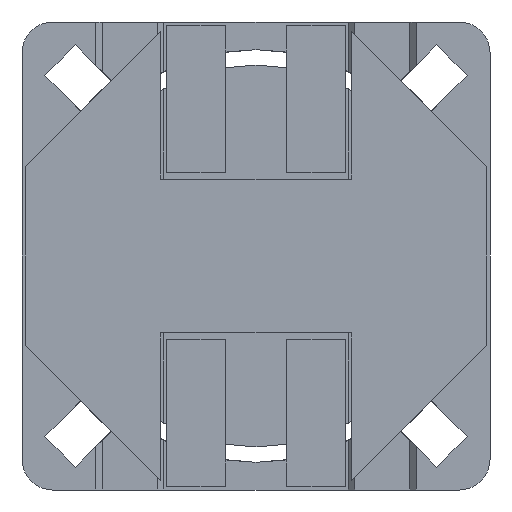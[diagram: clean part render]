
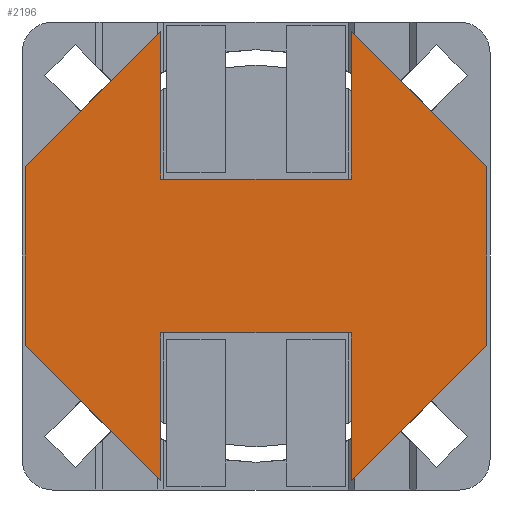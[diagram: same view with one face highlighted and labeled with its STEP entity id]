
A CAD part, front view. The second image highlights one B-rep face of the part: STEP entity #2196.
In plain terms, the highlighted planar face has unit normal (0, -1, 0).
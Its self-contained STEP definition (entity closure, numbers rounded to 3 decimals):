
#221=DIRECTION('',(-1.,0.,0.));
#222=VECTOR('',#221,3.1);
#223=CARTESIAN_POINT('',(1.55,-0.2,1.25));
#224=LINE('',#223,#222);
#577=DIRECTION('',(0.,0.,1.));
#578=VECTOR('',#577,2.4);
#579=CARTESIAN_POINT('',(-1.55,-0.2,-3.65));
#580=LINE('',#579,#578);
#702=DIRECTION('',(0.,0.,1.));
#703=VECTOR('',#702,2.4);
#704=CARTESIAN_POINT('',(-1.55,-0.2,1.25));
#705=LINE('',#704,#703);
#767=DIRECTION('',(0.,0.,-1.));
#768=VECTOR('',#767,2.4);
#769=CARTESIAN_POINT('',(1.55,-0.2,3.65));
#770=LINE('',#769,#768);
#779=DIRECTION('',(0.,0.,1.));
#780=VECTOR('',#779,2.9);
#781=CARTESIAN_POINT('',(-3.75,-0.2,-1.45));
#782=LINE('',#781,#780);
#783=DIRECTION('',(0.707,0.,0.707));
#784=VECTOR('',#783,3.111);
#785=CARTESIAN_POINT('',(-3.75,-0.2,1.45));
#786=LINE('',#785,#784);
#787=DIRECTION('',(0.707,0.,-0.707));
#788=VECTOR('',#787,3.111);
#789=CARTESIAN_POINT('',(1.55,-0.2,3.65));
#790=LINE('',#789,#788);
#791=DIRECTION('',(0.,0.,-1.));
#792=VECTOR('',#791,2.9);
#793=CARTESIAN_POINT('',(3.75,-0.2,1.45));
#794=LINE('',#793,#792);
#795=DIRECTION('',(-0.707,0.,-0.707));
#796=VECTOR('',#795,3.111);
#797=CARTESIAN_POINT('',(3.75,-0.2,-1.45));
#798=LINE('',#797,#796);
#799=DIRECTION('',(-0.707,0.,0.707));
#800=VECTOR('',#799,3.111);
#801=CARTESIAN_POINT('',(-1.55,-0.2,-3.65));
#802=LINE('',#801,#800);
#831=DIRECTION('',(0.,0.,-1.));
#832=VECTOR('',#831,2.4);
#833=CARTESIAN_POINT('',(1.55,-0.2,-1.25));
#834=LINE('',#833,#832);
#839=DIRECTION('',(1.,0.,0.));
#840=VECTOR('',#839,3.1);
#841=CARTESIAN_POINT('',(-1.55,-0.2,-1.25));
#842=LINE('',#841,#840);
#977=CARTESIAN_POINT('',(-1.55,-0.2,-3.65));
#978=CARTESIAN_POINT('',(-3.75,-0.2,-1.45));
#979=VERTEX_POINT('',#977);
#980=VERTEX_POINT('',#978);
#981=CARTESIAN_POINT('',(-3.75,-0.2,1.45));
#982=VERTEX_POINT('',#981);
#983=CARTESIAN_POINT('',(-1.55,-0.2,3.65));
#984=VERTEX_POINT('',#983);
#985=CARTESIAN_POINT('',(1.55,-0.2,3.65));
#986=CARTESIAN_POINT('',(3.75,-0.2,1.45));
#987=VERTEX_POINT('',#985);
#988=VERTEX_POINT('',#986);
#989=CARTESIAN_POINT('',(3.75,-0.2,-1.45));
#990=VERTEX_POINT('',#989);
#991=CARTESIAN_POINT('',(1.55,-0.2,-3.65));
#992=VERTEX_POINT('',#991);
#1050=CARTESIAN_POINT('',(-1.55,-0.2,1.25));
#1052=VERTEX_POINT('',#1050);
#1054=CARTESIAN_POINT('',(1.55,-0.2,1.25));
#1056=VERTEX_POINT('',#1054);
#1058=CARTESIAN_POINT('',(1.55,-0.2,-1.25));
#1060=VERTEX_POINT('',#1058);
#1062=CARTESIAN_POINT('',(-1.55,-0.2,-1.25));
#1064=VERTEX_POINT('',#1062);
#2172=CARTESIAN_POINT('',(0.,-0.2,0.));
#2173=DIRECTION('',(0.,1.,0.));
#2174=DIRECTION('',(1.,0.,0.));
#2175=AXIS2_PLACEMENT_3D('',#2172,#2173,#2174);
#2176=PLANE('',#2175);
#2178=ORIENTED_EDGE('',*,*,#2177,.T.);
#2179=ORIENTED_EDGE('',*,*,#2073,.T.);
#2180=ORIENTED_EDGE('',*,*,#2059,.F.);
#2181=ORIENTED_EDGE('',*,*,#1439,.F.);
#2182=ORIENTED_EDGE('',*,*,#2165,.F.);
#2183=ORIENTED_EDGE('',*,*,#2151,.T.);
#2185=ORIENTED_EDGE('',*,*,#2184,.T.);
#2187=ORIENTED_EDGE('',*,*,#2186,.T.);
#2189=ORIENTED_EDGE('',*,*,#2188,.F.);
#2191=ORIENTED_EDGE('',*,*,#2190,.F.);
#2192=ORIENTED_EDGE('',*,*,#1885,.F.);
#2193=ORIENTED_EDGE('',*,*,#1869,.T.);
#2194=EDGE_LOOP('',(#2178,#2179,#2180,#2181,#2182,#2183,#2185,#2187,#2189,#2191,
#2192,#2193));
#2195=FACE_OUTER_BOUND('',#2194,.F.);
#1439=EDGE_CURVE('',#1056,#1052,#224,.T.);
#1869=EDGE_CURVE('',#979,#980,#802,.T.);
#1885=EDGE_CURVE('',#979,#1064,#580,.T.);
#2059=EDGE_CURVE('',#1052,#984,#705,.T.);
#2073=EDGE_CURVE('',#982,#984,#786,.T.);
#2151=EDGE_CURVE('',#987,#988,#790,.T.);
#2165=EDGE_CURVE('',#987,#1056,#770,.T.);
#2177=EDGE_CURVE('',#980,#982,#782,.T.);
#2184=EDGE_CURVE('',#988,#990,#794,.T.);
#2186=EDGE_CURVE('',#990,#992,#798,.T.);
#2188=EDGE_CURVE('',#1060,#992,#834,.T.);
#2190=EDGE_CURVE('',#1064,#1060,#842,.T.);
#2196=ADVANCED_FACE('',(#2195),#2176,.F.);
